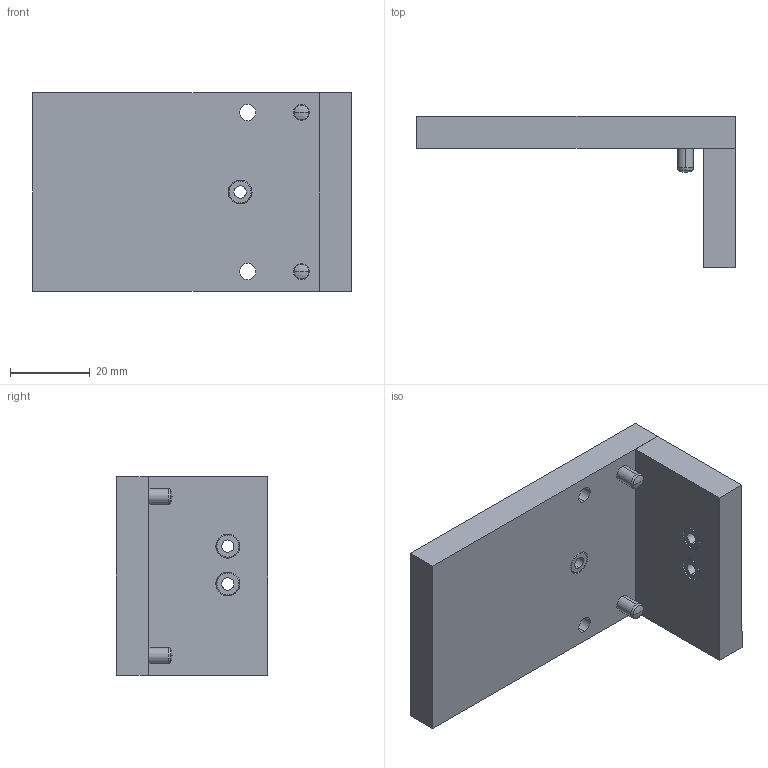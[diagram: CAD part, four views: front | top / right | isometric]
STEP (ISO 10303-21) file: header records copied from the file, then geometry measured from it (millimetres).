
FILE_DESCRIPTION (( 'STEP AP214' ), '1' );
FILE_NAME ('INGUN_114940.STEP', '2023-02-23T12:48:46', ( '' ), ( '' ), 'SwSTEP 2.0', 'SolidWorks 2021', '' );
FILE_SCHEMA (( 'AUTOMOTIVE_DESIGN' ));
Length unit declared in the file: millimetre
Products named in the file (6): 114938~0_S; 3352~0; DIN6325~n_04,0m6x014; 114939~0_S; DIN7991~n_M03,0x012; INGUN_114940
Assembly tree (10 placements, depth 2):
  INGUN_114940
    114938~0_S
    114939~0_S
    3352~0  x3
    DIN6325~n_04,0m6x014  x4
    DIN7991~n_M03,0x012
Bounding box: 80 x 38 x 50 mm (x, y, z)
Volume: 43561.6 mm3; surface area: 17185.4 mm2
Topology: 10 solids, 10 shells, 140 faces, 319 edges, 201 vertices
Faces by surface type: cylinder 67, cone 26, plane 25, sphere 16, torus 6
Entity records: 3067 total; most frequent: DIRECTION 557, CARTESIAN_POINT 466, ORIENTED_EDGE 438, AXIS2_PLACEMENT_3D 232, EDGE_CURVE 219, VERTEX_POINT 141, CIRCLE 126, EDGE_LOOP 120
